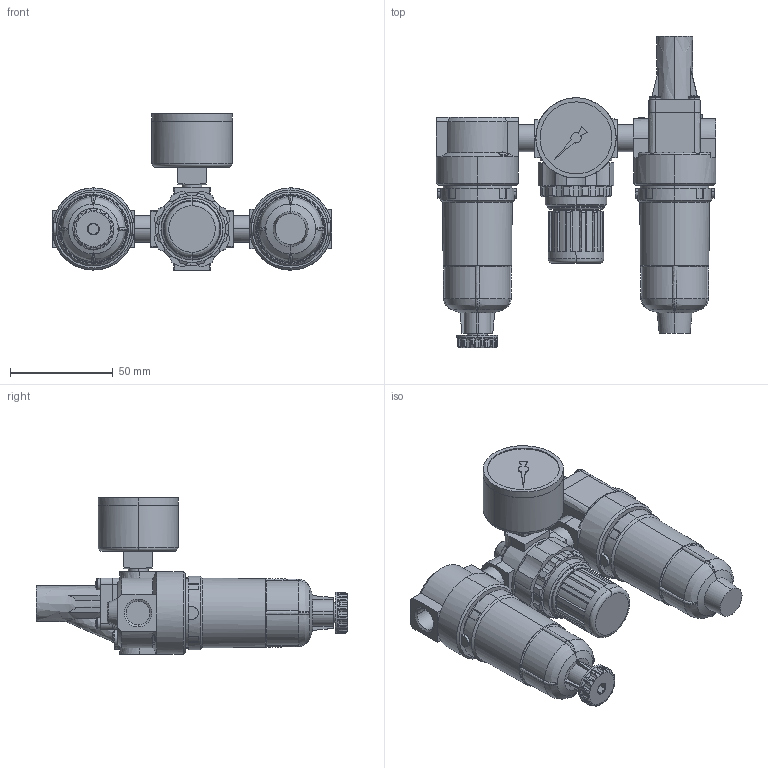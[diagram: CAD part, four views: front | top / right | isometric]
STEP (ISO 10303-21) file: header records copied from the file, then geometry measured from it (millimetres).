
FILE_DESCRIPTION(/* description */ (''),/* implementation_level */ '2;1');
FILE_NAME(/* name */ 'FRO0~KI5',/* time_stamp */ '2018-12-11T16:26:24+01:00',/* author */ (''),/* organization */ (''),/* preprocessor_version */ 'ST-DEVELOPER v15',/* originating_system */ '',/* authorisation */ '');
FILE_SCHEMA (('CONFIG_CONTROL_DESIGN'));
Length unit declared in the file: millimetre
Products named in the file (11): Document; 9.3001.00.015.0V; _482.20 B(0G 1/4)_G; _Gewindestift_1/4; _744 K_G; Block 01; _744 K(0)_F; _640.107 K-HA_G; _640.107 K-HA(0)_F; Block 02; _R 11-55(1)
Assembly tree (11 placements, depth 4):
  Document
    9.3001.00.015.0V
      _482.20 B(0G 1/4)_G
      _Gewindestift_1/4  x2
      _744 K_G
        Block 01
      _744 K(0)_F
      _640.107 K-HA_G
      _640.107 K-HA(0)_F
        Block 02
      _R 11-55(1)
Bounding box: 136 x 151.5 x 76 mm (x, y, z)
Volume: 286991.9 mm3; surface area: 59093.3 mm2
Topology: 11 solids, 11 shells, 777 faces, 2091 edges, 1372 vertices
Faces by surface type: bspline 466, plane 311
Entity records: 33628 total; most frequent: CARTESIAN_POINT 20497, ORIENTED_EDGE 4126, EDGE_CURVE 2063, VERTEX_POINT 1352, B_SPLINE_CURVE_WITH_KNOTS 1210, EDGE_LOOP 807, ADVANCED_FACE 767, FACE_OUTER_BOUND 767
